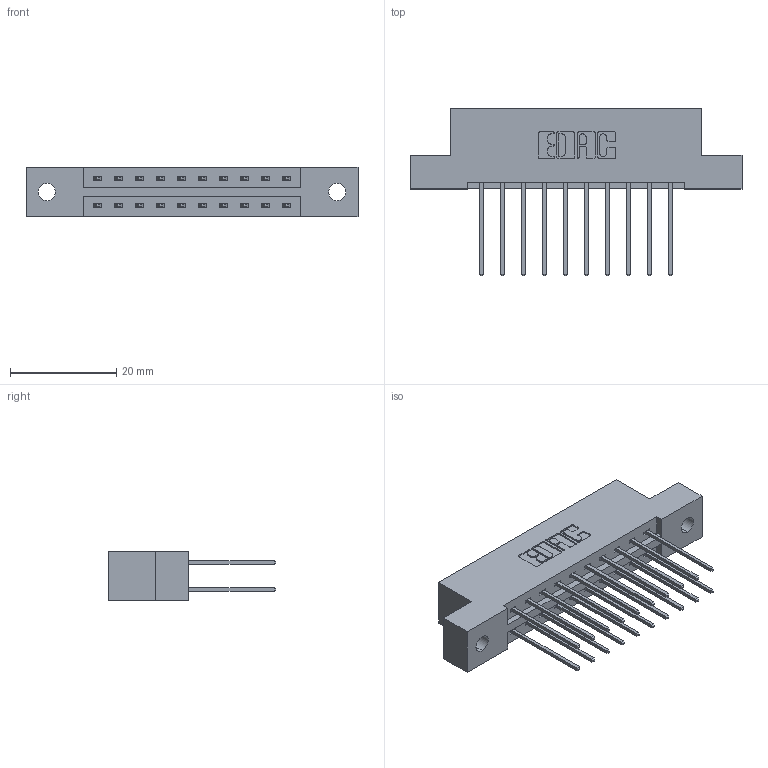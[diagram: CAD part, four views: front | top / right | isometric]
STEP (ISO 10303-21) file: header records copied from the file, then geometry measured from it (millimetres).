
FILE_DESCRIPTION (( 'STEP AP203' ), '1' );
FILE_NAME ('337-020-542-202.STEP', '2018-08-05T09:35:16', ( '' ), ( '' ), 'SwSTEP 2.0', 'SolidWorks 2016', '' );
FILE_SCHEMA (( 'CONFIG_CONTROL_DESIGN' ));
Length unit declared in the file: inch
Products named in the file (3): 337 Part_Flush Mounting Lugs - 0.128 Dia; 345-292-001_345-293-142; 337-020-542-202
Assembly tree (21 placements, depth 2):
  337-020-542-202
    337 Part_Flush Mounting Lugs - 0.128 Dia
    345-292-001_345-293-142  x20
Bounding box: 62.64 x 31.63 x 9.4 mm (x, y, z)
Volume: 6231.7 mm3; surface area: 6926.2 mm2
Topology: 21 solids, 21 shells, 1194 faces, 3531 edges, 2326 vertices
Faces by surface type: plane 830, cylinder 364
Entity records: 11913 total; most frequent: CARTESIAN_POINT 2034, ORIENTED_EDGE 1970, DIRECTION 1789, EDGE_CURVE 985, LINE 857, VECTOR 857, VERTEX_POINT 654, AXIS2_PLACEMENT_3D 466
